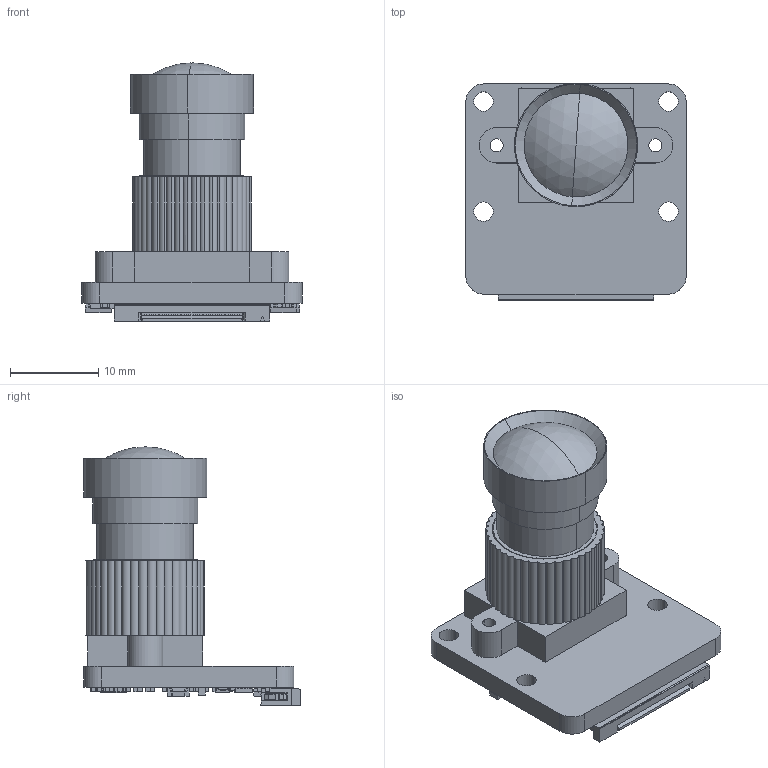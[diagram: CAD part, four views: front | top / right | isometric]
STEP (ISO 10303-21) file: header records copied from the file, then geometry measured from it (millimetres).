
FILE_DESCRIPTION (( 'STEP AP214' ), '1' );
FILE_NAME ('B0262.STEP', '2021-10-13T10:33:54', ( 'YMQC' ), ( '' ), 'SwSTEP 2.0', 'SolidWorks 2020', '' );
FILE_SCHEMA (( 'AUTOMOTIVE_DESIGN' ));
Length unit declared in the file: millimetre
Products named in the file (1): B0262
Bounding box: 25 x 24.58 x 29.31 mm (x, y, z)
Volume: 3439.4 mm3; surface area: 6047.7 mm2
Topology: 169 solids, 169 shells, 2739 faces, 6846 edges, 4398 vertices
Faces by surface type: plane 2135, cylinder 473, bspline 83, sphere 42, torus 4, cone 2
Entity records: 123349 total; most frequent: CARTESIAN_POINT 26969, ORIENTED_EDGE 13564, DIRECTION 12585, EDGE_CURVE 6782, LINE 5667, VECTOR 5667, VERTEX_POINT 4398, AXIS2_PLACEMENT_3D 3459
